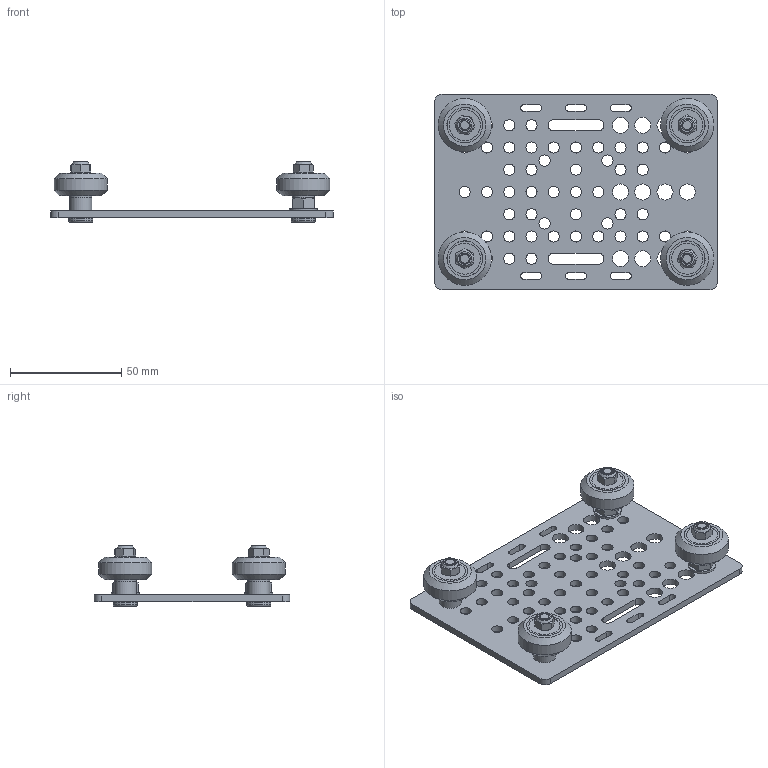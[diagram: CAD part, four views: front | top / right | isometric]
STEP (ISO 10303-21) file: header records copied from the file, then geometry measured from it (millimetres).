
FILE_DESCRIPTION(/* description */ (''),/* implementation_level */ '2;1');
FILE_NAME(/* name */ '80mm Gantry Set univseral.stp',/* time_stamp */ '2016-04-19T23:50:25-07:00',/* author */ ('Ben'),/* organization */ (''),/* preprocessor_version */ 'ST-DEVELOPER v15.2',/* originating_system */ 'Autodesk Inventor 2014',/* authorisation */ '');
FILE_SCHEMA (('AUTOMOTIVE_DESIGN { 1 0 10303 214 3 1 1 }'));
Products named in the file (11): 80mm gantry plate; Solid V-Wheel; Ball Bearing 625 2RS 5x16x5; Eccentric Spacer; 1mm 5mm shim; V-Wheel Solid Wheel; 6mm Spacer; V-Wheel Solid Wheel - spacer; M5x25 low profile screw; M5 Nylock; 80mm Gantry Set univseral
Bounding box: 127 x 88 x 27 mm (x, y, z)
Volume: 48267.8 mm3; surface area: 42188.5 mm2
Topology: 29 solids, 29 shells, 385 faces, 827 edges, 544 vertices
Faces by surface type: plane 182, cylinder 169, torus 12, cone 8, bspline 8, sphere 6
Full cylindrical faces by diameter (mm): 5 x73, 5.1 x2, 7 x16, 7.12 x2, 7.2 x12, 10 x6, 11 x4, 12.5 x2, 14 x16, 15.974 x4, 16 x8, 23.9 x4
Entity records: 5779 total; most frequent: DIRECTION 974, CARTESIAN_POINT 962, ORIENTED_EDGE 700, AXIS2_PLACEMENT_3D 429, EDGE_LOOP 422, EDGE_CURVE 350, VERTEX_POINT 290, FACE_BOUND 264
